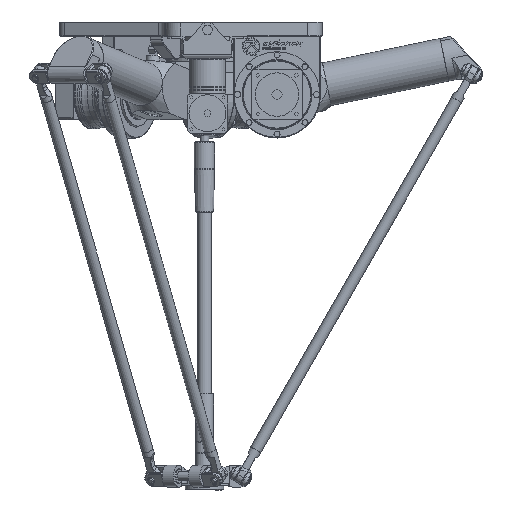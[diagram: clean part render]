
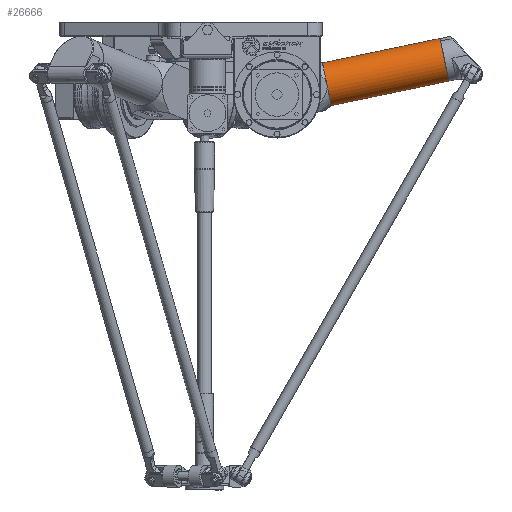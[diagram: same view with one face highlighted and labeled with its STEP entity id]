
A CAD part, front view. The second image highlights one B-rep face of the part: STEP entity #26666.
In plain terms, the highlighted cylindrical face has radius 30 mm (diameter 60 mm), a full revolution.
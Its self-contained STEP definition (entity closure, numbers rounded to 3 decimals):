
#6135=FACE_BOUND('',#9584,.T.);
#7505=FACE_OUTER_BOUND('',#9583,.T.);
#9583=EDGE_LOOP('',(#22785));
#9584=EDGE_LOOP('',(#22786));
#11041=CIRCLE('',#29429,30.);
#11042=CIRCLE('',#29431,30.);
#13219=VERTEX_POINT('',#51097);
#13220=VERTEX_POINT('',#51100);
#16491=EDGE_CURVE('',#13219,#13219,#11041,.T.);
#16492=EDGE_CURVE('',#13220,#13220,#11042,.T.);
#22785=ORIENTED_EDGE('',*,*,#16491,.T.);
#22786=ORIENTED_EDGE('',*,*,#16492,.T.);
#24882=CYLINDRICAL_SURFACE('',#29455,30.);
#26666=ADVANCED_FACE('',(#7505,#6135),#24882,.T.);
#29429=AXIS2_PLACEMENT_3D('',#51098,#36124,#36125);
#29431=AXIS2_PLACEMENT_3D('',#51101,#36128,#36129);
#29455=AXIS2_PLACEMENT_3D('',#51851,#36196,#36197);
#36124=DIRECTION('center_axis',(0.,0.,1.));
#36125=DIRECTION('ref_axis',(-1.,0.,0.));
#36128=DIRECTION('center_axis',(0.,0.,-1.));
#36129=DIRECTION('ref_axis',(-1.,0.,0.));
#36196=DIRECTION('center_axis',(0.,0.,1.));
#36197=DIRECTION('ref_axis',(-1.,0.,0.));
#51097=CARTESIAN_POINT('',(0.,-30.,-2.4));
#51098=CARTESIAN_POINT('Origin',(0.,0.,-2.4));
#51100=CARTESIAN_POINT('',(0.,-30.,163.145));
#51101=CARTESIAN_POINT('Origin',(0.,0.,163.145));
#51851=CARTESIAN_POINT('Origin',(0.,0.,0.));
